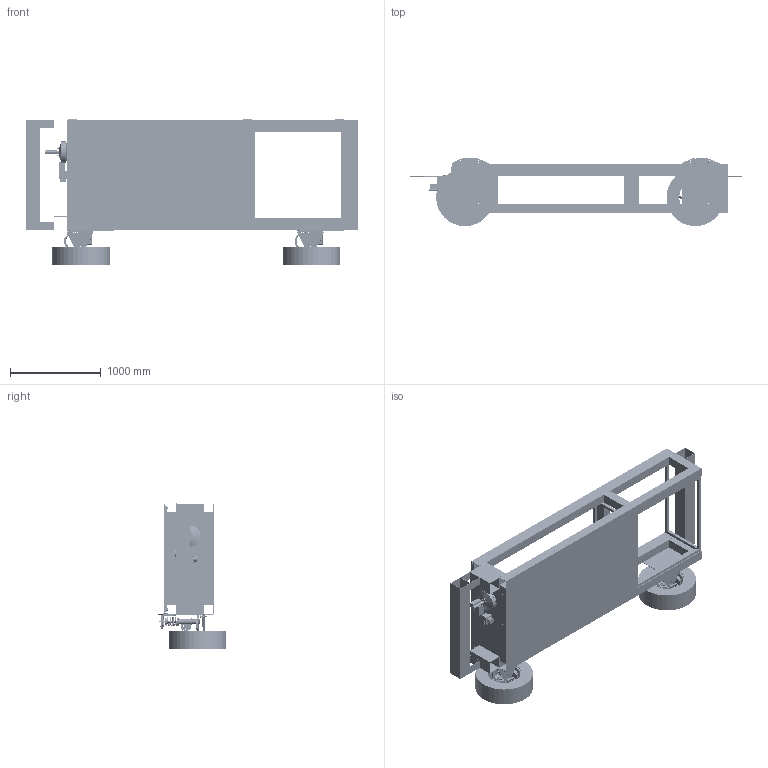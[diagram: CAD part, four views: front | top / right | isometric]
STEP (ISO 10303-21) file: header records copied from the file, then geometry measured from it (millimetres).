
FILE_DESCRIPTION(/* description */ ('Alibre Inc.'),/* implementation_level */ '2;1');
FILE_NAME(/* name */ 'export0',/* time_stamp */ '2012-03-24T09:33:36-06:00',/* author */ (''),/* organization */ (''),/* preprocessor_version */ 'ST-DEVELOPER v14',/* originating_system */ 'Alibre',/* authorisation */ '');
FILE_SCHEMA (('CONFIG_CONTROL_DESIGN'));
Length unit declared in the file: inch
Products named in the file (77): ID_1; ID_2; ID_3; ID_4; ID_5; ID_6; ID_7; ID_8; ID_9; ID_10; ID_11; ID_12; ID_13; ID_14; ID_15; ID_16; ID_17; ID_18; ID_19; ID_20; ID_21; ID_22; ID_23; ID_24; ID_25; ID_26; ID_27; ID_28; ID_29; ID_30; ID_31; ID_32; ID_33; ID_34; ID_35; ID_36; ID_37; ID_38; ID_39; ID_40 ...
Bounding box: 3660.14 x 750.95 x 1603.36 mm (x, y, z)
Volume: 157757697.5 mm3; surface area: 40213795.2 mm2
Topology: 271 solids, 271 shells, 7851 faces, 17780 edges, 10777 vertices
Faces by surface type: cone 3104, plane 2742, bspline 978, cylinder 843, torus 160, sphere 24
Full cylindrical faces by diameter (mm): 3.175 x62, 6 x3, 6.35 x73, 7 x2, 8 x15, 8.5 x7, 9.525 x92, 9.779 x118, 10 x12, 10.319 x16, 10.5 x2, 11 x1, 11.113 x10, 11.5 x18, 12 x38, 12.5 x26, 13.494 x20, 14 x6, 14.5 x4, 17 x4, 18 x12, 22 x2, 25.4 x12, 30 x2, 31.75 x1, 33 x2, 35 x2, 38.1 x16, 41 x1, 44.45 x1
Entity records: 82945 total; most frequent: CARTESIAN_POINT 19352, ORIENTED_EDGE 10978, DIRECTION 8961, EDGE_CURVE 5489, VERTEX_POINT 3726, AXIS2_PLACEMENT_3D 3376, VECTOR 3267, LINE 3267
